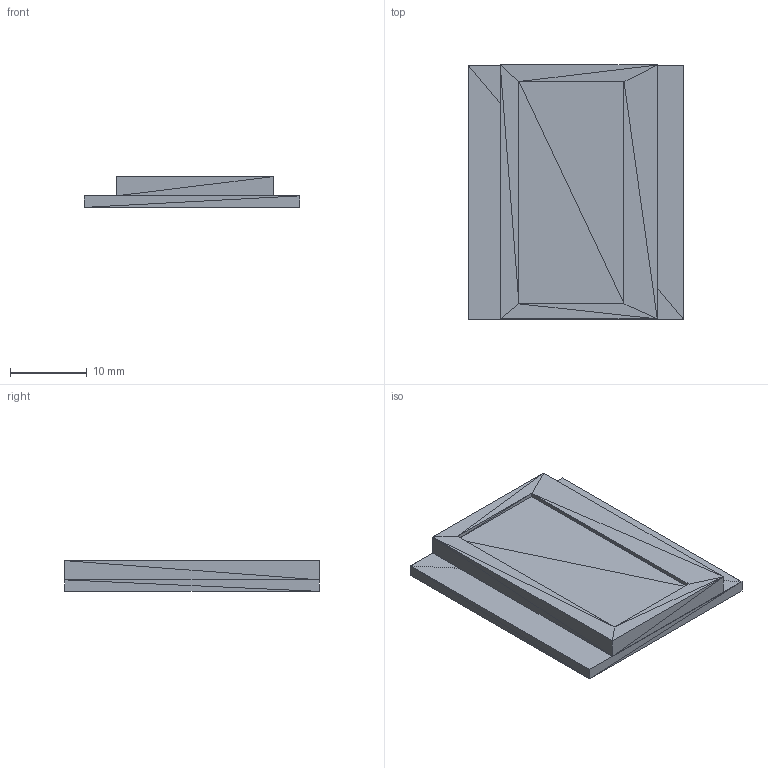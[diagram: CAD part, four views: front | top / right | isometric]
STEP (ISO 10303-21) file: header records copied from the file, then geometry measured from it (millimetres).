
FILE_DESCRIPTION((''),'2;1');
FILE_NAME('OLED 0-96', '2025-06-21T18:43:07', (''), (''), 'ImageToStl.com STEP Converter','', '');
FILE_SCHEMA(('AUTOMOTIVE_DESIGN_CC2'));
Length unit declared in the file: metre
Products named in the file (1): product0
Bounding box: 28 x 33 x 4 mm (x, y, z)
Surface area: 3686.6 mm2 (no closed solid volume)
Topology: 0 solids, 40 shells, 40 faces, 120 edges, 24 vertices
Faces by surface type: plane 40
Entity records: 956 total; most frequent: DIRECTION 202, ORIENTED_EDGE 120, EDGE_CURVE 120, LINE 120, VECTOR 120, AXIS2_PLACEMENT_3D 41, FACE_SURFACE 40, PLANE 40
